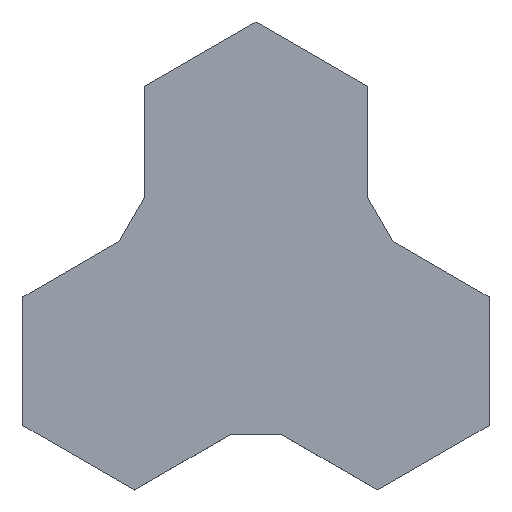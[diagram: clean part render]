
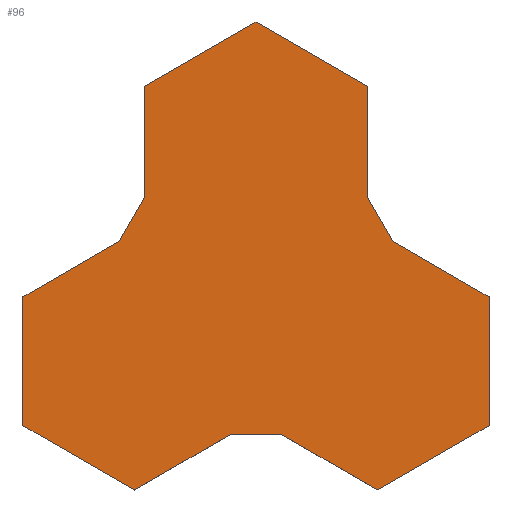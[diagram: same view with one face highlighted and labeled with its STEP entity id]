
A CAD part, top view. The second image highlights one B-rep face of the part: STEP entity #96.
In plain terms, the highlighted planar face has unit normal (0, 0, 1).
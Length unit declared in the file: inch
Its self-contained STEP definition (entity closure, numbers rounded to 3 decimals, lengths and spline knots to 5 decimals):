
#1 = DIRECTION ( 'NONE',  ( 0., -1., 0. ) ) ;
#3 = LINE ( 'NONE', #516, #298 ) ;
#5 = EDGE_CURVE ( 'NONE', #532, #524, #451, .T. ) ;
#17 = VECTOR ( 'NONE', #380, 39.37008 ) ;
#22 = EDGE_CURVE ( 'NONE', #322, #387, #550, .T. ) ;
#25 = VERTEX_POINT ( 'NONE', #220 ) ;
#28 = VECTOR ( 'NONE', #417, 39.37008 ) ;
#29 = LINE ( 'NONE', #594, #258 ) ;
#54 = CARTESIAN_POINT ( 'NONE',  ( -2.31427, -29.85047, 0.1 ) ) ;
#66 = VERTEX_POINT ( 'NONE', #410 ) ;
#68 = ORIENTED_EDGE ( 'NONE', *, *, #327, .T. ) ;
#69 = EDGE_CURVE ( 'NONE', #66, #322, #29, .T. ) ;
#72 = DIRECTION ( 'NONE',  ( 0.5, -0.866, 0. ) ) ;
#73 = DIRECTION ( 'NONE',  ( -1., 0., 0. ) ) ;
#91 = CARTESIAN_POINT ( 'NONE',  ( -9.92272, -28.46971, 0.1 ) ) ;
#96 = ADVANCED_FACE ( 'NONE', ( #306 ), #261, .F. ) ;
#103 = ORIENTED_EDGE ( 'NONE', *, *, #445, .F. ) ;
#111 = EDGE_CURVE ( 'NONE', #134, #524, #359, .T. ) ;
#116 = VERTEX_POINT ( 'NONE', #178 ) ;
#123 = LINE ( 'NONE', #503, #157 ) ;
#125 = DIRECTION ( 'NONE',  ( 0., 0., -1. ) ) ;
#127 = CARTESIAN_POINT ( 'NONE',  ( 0.07728, -28.46971, 0.1 ) ) ;
#134 = VERTEX_POINT ( 'NONE', #190 ) ;
#136 = EDGE_LOOP ( 'NONE', ( #68, #601, #186, #241, #476, #566, #511, #426, #195, #325, #552, #480, #303, #103, #466 ) ) ;
#143 = CARTESIAN_POINT ( 'NONE',  ( -7.31427, -23.56711, 0.1 ) ) ;
#144 = VECTOR ( 'NONE', #72, 39.37008 ) ;
#147 = CARTESIAN_POINT ( 'NONE',  ( -9.92272, -28.46971, 0.1 ) ) ;
#154 = VECTOR ( 'NONE', #361, 39.37008 ) ;
#157 = VECTOR ( 'NONE', #540, 39.37008 ) ;
#159 = VERTEX_POINT ( 'NONE', #147 ) ;
#165 = VECTOR ( 'NONE', #239, 39.37008 ) ;
#166 = LINE ( 'NONE', #352, #144 ) ;
#168 = CARTESIAN_POINT ( 'NONE',  ( -7.86427, -24.51974, 0.1 ) ) ;
#169 = DIRECTION ( 'NONE',  ( 1., 0., 0. ) ) ;
#170 = LINE ( 'NONE', #355, #192 ) ;
#174 = VECTOR ( 'NONE', #446, 39.37008 ) ;
#178 = CARTESIAN_POINT ( 'NONE',  ( -2.53118, -23.56711, 0.1 ) ) ;
#186 = ORIENTED_EDGE ( 'NONE', *, *, #592, .F. ) ;
#190 = CARTESIAN_POINT ( 'NONE',  ( -1.98118, -24.51974, 0.1 ) ) ;
#192 = VECTOR ( 'NONE', #214, 39.37008 ) ;
#195 = ORIENTED_EDGE ( 'NONE', *, *, #69, .T. ) ;
#197 = EDGE_CURVE ( 'NONE', #159, #226, #520, .T. ) ;
#214 = DIRECTION ( 'NONE',  ( -0.866, -0.5, 0. ) ) ;
#220 = CARTESIAN_POINT ( 'NONE',  ( -2.53118, -21.19021, 0.1 ) ) ;
#226 = VERTEX_POINT ( 'NONE', #428 ) ;
#239 = DIRECTION ( 'NONE',  ( 0.866, 0.5, 0. ) ) ;
#241 = ORIENTED_EDGE ( 'NONE', *, *, #339, .F. ) ;
#247 = VERTEX_POINT ( 'NONE', #143 ) ;
#253 = CARTESIAN_POINT ( 'NONE',  ( -4.92272, -19.80945, 0.1 ) ) ;
#255 = EDGE_CURVE ( 'NONE', #559, #159, #554, .T. ) ;
#258 = VECTOR ( 'NONE', #169, 39.37008 ) ;
#260 = CARTESIAN_POINT ( 'NONE',  ( 0.07728, -28.46971, 0.1 ) ) ;
#261 = PLANE ( 'NONE',  #326 ) ;
#264 = DIRECTION ( 'NONE',  ( 0.866, -0.5, 0. ) ) ;
#295 = LINE ( 'NONE', #443, #337 ) ;
#298 = VECTOR ( 'NONE', #412, 39.37008 ) ;
#299 = CARTESIAN_POINT ( 'NONE',  ( 0.07728, -25.70819, 0.1 ) ) ;
#303 = ORIENTED_EDGE ( 'NONE', *, *, #111, .F. ) ;
#306 = FACE_OUTER_BOUND ( 'NONE', #136, .T. ) ;
#310 = CARTESIAN_POINT ( 'NONE',  ( -5.4718, -28.66149, 0.1 ) ) ;
#314 = CARTESIAN_POINT ( 'NONE',  ( -4.37364, -28.66149, 0.1 ) ) ;
#322 = VERTEX_POINT ( 'NONE', #534 ) ;
#325 = ORIENTED_EDGE ( 'NONE', *, *, #22, .T. ) ;
#326 = AXIS2_PLACEMENT_3D ( 'NONE', #548, #125, #73 ) ;
#327 = EDGE_CURVE ( 'NONE', #25, #368, #346, .T. ) ;
#337 = VECTOR ( 'NONE', #385, 39.37008 ) ;
#339 = EDGE_CURVE ( 'NONE', #579, #247, #295, .T. ) ;
#346 = LINE ( 'NONE', #568, #17 ) ;
#352 = CARTESIAN_POINT ( 'NONE',  ( -2.53118, -23.56711, 0.1 ) ) ;
#355 = CARTESIAN_POINT ( 'NONE',  ( -7.86427, -24.51974, 0.1 ) ) ;
#359 = LINE ( 'NONE', #455, #154 ) ;
#361 = DIRECTION ( 'NONE',  ( 0.866, -0.5, 0. ) ) ;
#368 = VERTEX_POINT ( 'NONE', #528 ) ;
#378 = CARTESIAN_POINT ( 'NONE',  ( -9.92272, -25.70819, 0.1 ) ) ;
#380 = DIRECTION ( 'NONE',  ( -0.866, 0.5, 0. ) ) ;
#385 = DIRECTION ( 'NONE',  ( 0.5, 0.866, 0. ) ) ;
#387 = VERTEX_POINT ( 'NONE', #578 ) ;
#398 = DIRECTION ( 'NONE',  ( -0.866, -0.5, 0. ) ) ;
#410 = CARTESIAN_POINT ( 'NONE',  ( -5.4718, -28.66149, 0.1 ) ) ;
#412 = DIRECTION ( 'NONE',  ( 0., 1., 0. ) ) ;
#416 = EDGE_CURVE ( 'NONE', #387, #532, #477, .T. ) ;
#417 = DIRECTION ( 'NONE',  ( 0.866, -0.5, 0. ) ) ;
#426 = ORIENTED_EDGE ( 'NONE', *, *, #481, .F. ) ;
#428 = CARTESIAN_POINT ( 'NONE',  ( -7.53118, -29.85047, 0.1 ) ) ;
#443 = CARTESIAN_POINT ( 'NONE',  ( -7.86427, -24.51974, 0.1 ) ) ;
#445 = EDGE_CURVE ( 'NONE', #116, #134, #166, .T. ) ;
#446 = DIRECTION ( 'NONE',  ( -0.866, -0.5, 0. ) ) ;
#451 = LINE ( 'NONE', #127, #452 ) ;
#452 = VECTOR ( 'NONE', #585, 39.37008 ) ;
#453 = CARTESIAN_POINT ( 'NONE',  ( -9.92272, -25.70819, 0.1 ) ) ;
#454 = EDGE_CURVE ( 'NONE', #579, #559, #170, .T. ) ;
#455 = CARTESIAN_POINT ( 'NONE',  ( -1.98118, -24.51974, 0.1 ) ) ;
#460 = VECTOR ( 'NONE', #264, 39.37008 ) ;
#466 = ORIENTED_EDGE ( 'NONE', *, *, #523, .T. ) ;
#476 = ORIENTED_EDGE ( 'NONE', *, *, #454, .T. ) ;
#477 = LINE ( 'NONE', #54, #165 ) ;
#480 = ORIENTED_EDGE ( 'NONE', *, *, #5, .T. ) ;
#481 = EDGE_CURVE ( 'NONE', #66, #226, #498, .T. ) ;
#495 = LINE ( 'NONE', #253, #174 ) ;
#496 = VERTEX_POINT ( 'NONE', #547 ) ;
#498 = LINE ( 'NONE', #310, #581 ) ;
#503 = CARTESIAN_POINT ( 'NONE',  ( -2.53118, -23.56711, 0.1 ) ) ;
#511 = ORIENTED_EDGE ( 'NONE', *, *, #197, .T. ) ;
#516 = CARTESIAN_POINT ( 'NONE',  ( -7.31427, -23.56711, 0.1 ) ) ;
#520 = LINE ( 'NONE', #91, #28 ) ;
#523 = EDGE_CURVE ( 'NONE', #116, #25, #123, .T. ) ;
#524 = VERTEX_POINT ( 'NONE', #299 ) ;
#528 = CARTESIAN_POINT ( 'NONE',  ( -4.92272, -19.80945, 0.1 ) ) ;
#532 = VERTEX_POINT ( 'NONE', #260 ) ;
#533 = EDGE_CURVE ( 'NONE', #368, #496, #495, .T. ) ;
#534 = CARTESIAN_POINT ( 'NONE',  ( -4.37364, -28.66149, 0.1 ) ) ;
#540 = DIRECTION ( 'NONE',  ( 0., 1., 0. ) ) ;
#547 = CARTESIAN_POINT ( 'NONE',  ( -7.31427, -21.19021, 0.1 ) ) ;
#548 = CARTESIAN_POINT ( 'NONE',  ( 0., 0., 0.1 ) ) ;
#550 = LINE ( 'NONE', #314, #460 ) ;
#552 = ORIENTED_EDGE ( 'NONE', *, *, #416, .T. ) ;
#554 = LINE ( 'NONE', #378, #573 ) ;
#559 = VERTEX_POINT ( 'NONE', #453 ) ;
#566 = ORIENTED_EDGE ( 'NONE', *, *, #255, .T. ) ;
#568 = CARTESIAN_POINT ( 'NONE',  ( -2.53118, -21.19021, 0.1 ) ) ;
#573 = VECTOR ( 'NONE', #1, 39.37008 ) ;
#578 = CARTESIAN_POINT ( 'NONE',  ( -2.31427, -29.85047, 0.1 ) ) ;
#579 = VERTEX_POINT ( 'NONE', #168 ) ;
#581 = VECTOR ( 'NONE', #398, 39.37008 ) ;
#585 = DIRECTION ( 'NONE',  ( 0., 1., 0. ) ) ;
#592 = EDGE_CURVE ( 'NONE', #247, #496, #3, .T. ) ;
#594 = CARTESIAN_POINT ( 'NONE',  ( -5.4718, -28.66149, 0.1 ) ) ;
#601 = ORIENTED_EDGE ( 'NONE', *, *, #533, .T. ) ;
